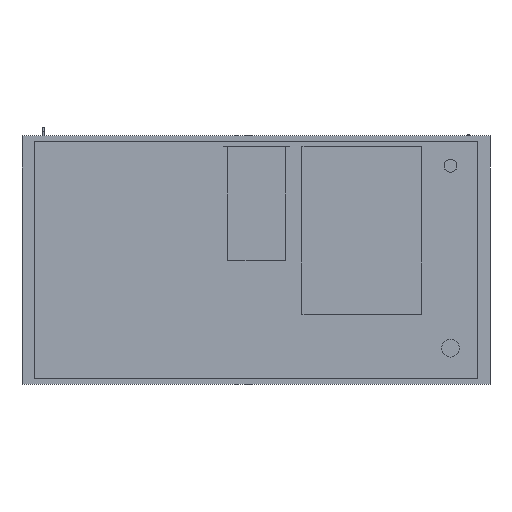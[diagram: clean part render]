
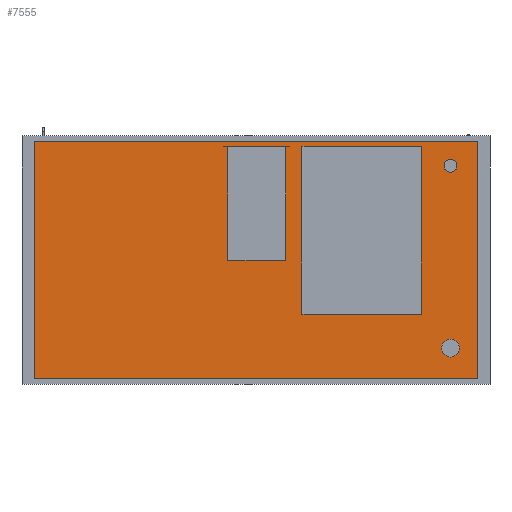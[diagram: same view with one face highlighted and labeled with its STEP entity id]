
A CAD part, front view. The second image highlights one B-rep face of the part: STEP entity #7555.
In plain terms, the highlighted planar face has unit normal (0, -1, 0).
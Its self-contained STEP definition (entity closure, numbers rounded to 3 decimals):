
#120=FACE_BOUND('',#1007,.T.);
#121=FACE_BOUND('',#1008,.T.);
#141=PLANE('',#8100);
#537=FACE_OUTER_BOUND('',#1006,.T.);
#1006=EDGE_LOOP('',(#5353,#5354,#5355,#5356));
#1007=EDGE_LOOP('',(#5357));
#1008=EDGE_LOOP('',(#5358));
#1483=LINE('',#10921,#2417);
#1487=LINE('',#10929,#2421);
#1490=LINE('',#10935,#2424);
#1493=LINE('',#10940,#2427);
#2417=VECTOR('',#8746,10.);
#2421=VECTOR('',#8752,10.);
#2424=VECTOR('',#8757,10.);
#2427=VECTOR('',#8762,10.);
#3338=CIRCLE('',#8084,20.);
#3340=CIRCLE('',#8088,27.5);
#3490=VERTEX_POINT('',#10882);
#3492=VERTEX_POINT('',#10889);
#3501=VERTEX_POINT('',#10919);
#3502=VERTEX_POINT('',#10920);
#3505=VERTEX_POINT('',#10928);
#3507=VERTEX_POINT('',#10934);
#4215=EDGE_CURVE('',#3490,#3490,#3338,.T.);
#4218=EDGE_CURVE('',#3492,#3492,#3340,.T.);
#4231=EDGE_CURVE('',#3501,#3502,#1483,.T.);
#4235=EDGE_CURVE('',#3505,#3501,#1487,.T.);
#4238=EDGE_CURVE('',#3507,#3505,#1490,.T.);
#4241=EDGE_CURVE('',#3502,#3507,#1493,.T.);
#5353=ORIENTED_EDGE('',*,*,#4241,.F.);
#5354=ORIENTED_EDGE('',*,*,#4231,.F.);
#5355=ORIENTED_EDGE('',*,*,#4235,.F.);
#5356=ORIENTED_EDGE('',*,*,#4238,.F.);
#5357=ORIENTED_EDGE('',*,*,#4215,.T.);
#5358=ORIENTED_EDGE('',*,*,#4218,.T.);
#7555=ADVANCED_FACE('',(#537,#120,#121),#141,.F.);
#8084=AXIS2_PLACEMENT_3D('',#10884,#8709,#8710);
#8088=AXIS2_PLACEMENT_3D('',#10891,#8718,#8719);
#8100=AXIS2_PLACEMENT_3D('',#10943,#8766,#8767);
#8709=DIRECTION('center_axis',(0.,1.,0.));
#8710=DIRECTION('ref_axis',(1.,0.,0.));
#8718=DIRECTION('center_axis',(0.,1.,0.));
#8719=DIRECTION('ref_axis',(1.,0.,0.));
#8746=DIRECTION('',(0.,0.,1.));
#8752=DIRECTION('',(-1.,0.,0.));
#8757=DIRECTION('',(0.,0.,-1.));
#8762=DIRECTION('',(1.,0.,0.));
#8766=DIRECTION('center_axis',(0.,1.,0.));
#8767=DIRECTION('ref_axis',(0.,0.,1.));
#10882=CARTESIAN_POINT('',(582.5,0.,292.5));
#10884=CARTESIAN_POINT('Origin',(602.5,0.,292.5));
#10889=CARTESIAN_POINT('',(575.,0.,-272.5));
#10891=CARTESIAN_POINT('Origin',(602.5,0.,-272.5));
#10919=CARTESIAN_POINT('',(-687.5,0.,-367.5));
#10920=CARTESIAN_POINT('',(-687.5,0.,367.5));
#10921=CARTESIAN_POINT('',(-687.5,0.,-367.5));
#10928=CARTESIAN_POINT('',(687.5,0.,-367.5));
#10929=CARTESIAN_POINT('',(687.5,0.,-367.5));
#10934=CARTESIAN_POINT('',(687.5,0.,367.5));
#10935=CARTESIAN_POINT('',(687.5,0.,367.5));
#10940=CARTESIAN_POINT('',(-687.5,0.,367.5));
#10943=CARTESIAN_POINT('Origin',(0.,0.,0.));
